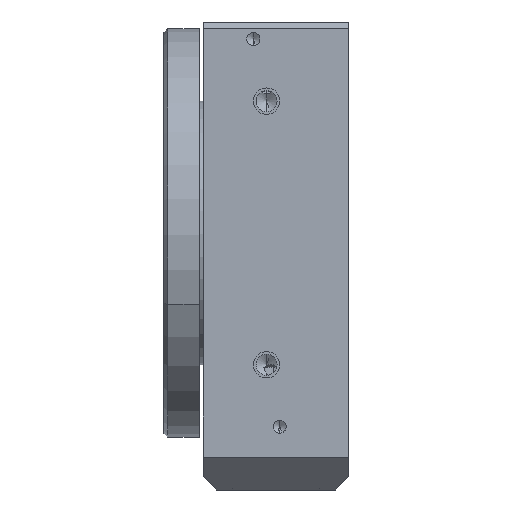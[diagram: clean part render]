
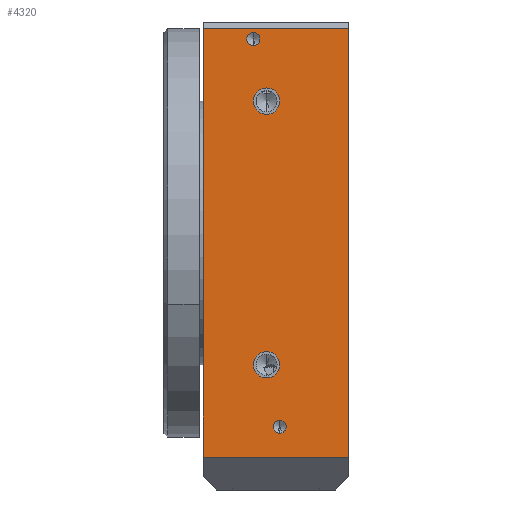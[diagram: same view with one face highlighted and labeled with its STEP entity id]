
A CAD part, left-side view. The second image highlights one B-rep face of the part: STEP entity #4320.
In plain terms, the highlighted face is planar.
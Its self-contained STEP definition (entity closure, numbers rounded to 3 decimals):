
#107 = VERTEX_POINT ( 'NONE', #13490 ) ;
#350 = FACE_BOUND ( 'NONE', #9574, .T. ) ;
#390 = EDGE_LOOP ( 'NONE', ( #13675, #6069 ) ) ;
#543 = VERTEX_POINT ( 'NONE', #1362 ) ;
#750 = CARTESIAN_POINT ( 'NONE',  ( 16., 6.2, 10. ) ) ;
#835 = CIRCLE ( 'NONE', #11949, 0.5 ) ;
#1362 = CARTESIAN_POINT ( 'NONE',  ( 16., 11., -15.5 ) ) ;
#1475 = ORIENTED_EDGE ( 'NONE', *, *, #1682, .F. ) ;
#1682 = EDGE_CURVE ( 'NONE', #2811, #7176, #835, .T. ) ;
#1801 = EDGE_CURVE ( 'NONE', #107, #543, #11681, .T. ) ;
#2334 = VECTOR ( 'NONE', #16976, 1000. ) ;
#2359 = DIRECTION ( 'NONE',  ( 0., 0., -1. ) ) ;
#2431 = VECTOR ( 'NONE', #4149, 1000. ) ;
#2478 = CARTESIAN_POINT ( 'NONE',  ( 16., 6.2, 11. ) ) ;
#2646 = CARTESIAN_POINT ( 'NONE',  ( 16., 5.2, 14.7 ) ) ;
#2728 = CARTESIAN_POINT ( 'NONE',  ( 16., 11., 17. ) ) ;
#2794 = AXIS2_PLACEMENT_3D ( 'NONE', #2646, #8693, #14742 ) ;
#2811 = VERTEX_POINT ( 'NONE', #15265 ) ;
#3007 = VECTOR ( 'NONE', #8772, 1000. ) ;
#3083 = EDGE_CURVE ( 'NONE', #11429, #15169, #12946, .T. ) ;
#4123 = EDGE_CURVE ( 'NONE', #5320, #16606, #6664, .T. ) ;
#4149 = DIRECTION ( 'NONE',  ( 0., 0., -1. ) ) ;
#4320 = ADVANCED_FACE ( 'NONE', ( #7907, #13938, #350, #6416, #12459 ), #18492, .F. ) ;
#4339 = CARTESIAN_POINT ( 'NONE',  ( 16., 6.2, 9. ) ) ;
#4351 = DIRECTION ( 'NONE',  ( 1., 0., 0. ) ) ;
#4420 = AXIS2_PLACEMENT_3D ( 'NONE', #13056, #19095, #5539 ) ;
#4645 = CIRCLE ( 'NONE', #15707, 1. ) ;
#4829 = CARTESIAN_POINT ( 'NONE',  ( 16., 11., -15.5 ) ) ;
#4835 = AXIS2_PLACEMENT_3D ( 'NONE', #19390, #5836, #11885 ) ;
#4895 = LINE ( 'NONE', #10933, #2334 ) ;
#4924 = CARTESIAN_POINT ( 'NONE',  ( 16., 11., -16. ) ) ;
#5320 = VERTEX_POINT ( 'NONE', #4339 ) ;
#5338 = CARTESIAN_POINT ( 'NONE',  ( 16., 5.2, 14.7 ) ) ;
#5539 = DIRECTION ( 'NONE',  ( 0., 0., -1. ) ) ;
#5651 = AXIS2_PLACEMENT_3D ( 'NONE', #750, #6822, #12858 ) ;
#5795 = CARTESIAN_POINT ( 'NONE',  ( 16., 6.2, -10. ) ) ;
#5836 = DIRECTION ( 'NONE',  ( 1., 0., 0. ) ) ;
#5841 = ORIENTED_EDGE ( 'NONE', *, *, #8037, .T. ) ;
#5945 = EDGE_CURVE ( 'NONE', #12697, #16698, #4895, .T. ) ;
#6069 = ORIENTED_EDGE ( 'NONE', *, *, #3083, .F. ) ;
#6416 = FACE_BOUND ( 'NONE', #13519, .T. ) ;
#6664 = CIRCLE ( 'NONE', #9184, 1. ) ;
#6822 = DIRECTION ( 'NONE',  ( 1., 0., 0. ) ) ;
#7176 = VERTEX_POINT ( 'NONE', #15408 ) ;
#7259 = CARTESIAN_POINT ( 'NONE',  ( 16., 7.2, -14.2 ) ) ;
#7461 = CARTESIAN_POINT ( 'NONE',  ( 16., 7.2, -15.2 ) ) ;
#7896 = EDGE_CURVE ( 'NONE', #15169, #11429, #10843, .T. ) ;
#7907 = FACE_BOUND ( 'NONE', #12347, .T. ) ;
#7909 = VERTEX_POINT ( 'NONE', #8893 ) ;
#8037 = EDGE_CURVE ( 'NONE', #16698, #543, #18396, .T. ) ;
#8644 = VERTEX_POINT ( 'NONE', #18855 ) ;
#8693 = DIRECTION ( 'NONE',  ( 1., 0., 0. ) ) ;
#8772 = DIRECTION ( 'NONE',  ( 0., -1., 0. ) ) ;
#8893 = CARTESIAN_POINT ( 'NONE',  ( 16., 6.2, -9. ) ) ;
#8945 = EDGE_CURVE ( 'NONE', #16606, #5320, #14167, .T. ) ;
#9084 = EDGE_CURVE ( 'NONE', #7176, #2811, #11336, .T. ) ;
#9184 = AXIS2_PLACEMENT_3D ( 'NONE', #17913, #4351, #10396 ) ;
#9574 = EDGE_LOOP ( 'NONE', ( #12447, #11057 ) ) ;
#9903 = CARTESIAN_POINT ( 'NONE',  ( 16., 6.2, -10. ) ) ;
#10075 = ORIENTED_EDGE ( 'NONE', *, *, #17413, .T. ) ;
#10396 = DIRECTION ( 'NONE',  ( 0., 0., -1. ) ) ;
#10843 = CIRCLE ( 'NONE', #4835, 0.5 ) ;
#10868 = DIRECTION ( 'NONE',  ( 0., 1., 0. ) ) ;
#10933 = CARTESIAN_POINT ( 'NONE',  ( 16., 0., -16. ) ) ;
#10965 = DIRECTION ( 'NONE',  ( -1., 0., 0. ) ) ;
#11003 = EDGE_CURVE ( 'NONE', #8644, #7909, #4645, .T. ) ;
#11057 = ORIENTED_EDGE ( 'NONE', *, *, #8945, .F. ) ;
#11336 = CIRCLE ( 'NONE', #2794, 0.5 ) ;
#11373 = DIRECTION ( 'NONE',  ( 1., 0., 0. ) ) ;
#11406 = AXIS2_PLACEMENT_3D ( 'NONE', #4924, #10965, #17006 ) ;
#11429 = VERTEX_POINT ( 'NONE', #7259 ) ;
#11592 = ORIENTED_EDGE ( 'NONE', *, *, #11750, .F. ) ;
#11681 = LINE ( 'NONE', #17709, #2431 ) ;
#11750 = EDGE_CURVE ( 'NONE', #7909, #8644, #14148, .T. ) ;
#11842 = DIRECTION ( 'NONE',  ( 1., 0., 0. ) ) ;
#11885 = DIRECTION ( 'NONE',  ( 0., 0., -1. ) ) ;
#11949 = AXIS2_PLACEMENT_3D ( 'NONE', #5338, #11373, #17411 ) ;
#12347 = EDGE_LOOP ( 'NONE', ( #15427, #1475 ) ) ;
#12447 = ORIENTED_EDGE ( 'NONE', *, *, #4123, .F. ) ;
#12459 = FACE_OUTER_BOUND ( 'NONE', #16298, .T. ) ;
#12697 = VERTEX_POINT ( 'NONE', #13392 ) ;
#12858 = DIRECTION ( 'NONE',  ( 0., 0., -1. ) ) ;
#12946 = CIRCLE ( 'NONE', #4420, 0.5 ) ;
#13056 = CARTESIAN_POINT ( 'NONE',  ( 16., 7.2, -14.7 ) ) ;
#13392 = CARTESIAN_POINT ( 'NONE',  ( 16., 0., 17. ) ) ;
#13490 = CARTESIAN_POINT ( 'NONE',  ( 16., 11., 17. ) ) ;
#13519 = EDGE_LOOP ( 'NONE', ( #14203, #11592 ) ) ;
#13675 = ORIENTED_EDGE ( 'NONE', *, *, #7896, .F. ) ;
#13938 = FACE_BOUND ( 'NONE', #390, .T. ) ;
#14148 = CIRCLE ( 'NONE', #16700, 1. ) ;
#14167 = CIRCLE ( 'NONE', #5651, 1. ) ;
#14203 = ORIENTED_EDGE ( 'NONE', *, *, #11003, .F. ) ;
#14742 = DIRECTION ( 'NONE',  ( 0., 0., -1. ) ) ;
#15169 = VERTEX_POINT ( 'NONE', #7461 ) ;
#15265 = CARTESIAN_POINT ( 'NONE',  ( 16., 5.2, 15.2 ) ) ;
#15408 = CARTESIAN_POINT ( 'NONE',  ( 16., 5.2, 14.2 ) ) ;
#15427 = ORIENTED_EDGE ( 'NONE', *, *, #9084, .F. ) ;
#15707 = AXIS2_PLACEMENT_3D ( 'NONE', #5795, #11842, #17867 ) ;
#15938 = DIRECTION ( 'NONE',  ( 1., 0., 0. ) ) ;
#16298 = EDGE_LOOP ( 'NONE', ( #17061, #5841, #17963, #10075 ) ) ;
#16303 = LINE ( 'NONE', #2728, #3007 ) ;
#16548 = CARTESIAN_POINT ( 'NONE',  ( 16., 0., -15.5 ) ) ;
#16606 = VERTEX_POINT ( 'NONE', #2478 ) ;
#16698 = VERTEX_POINT ( 'NONE', #16548 ) ;
#16700 = AXIS2_PLACEMENT_3D ( 'NONE', #9903, #15938, #2359 ) ;
#16976 = DIRECTION ( 'NONE',  ( 0., 0., -1. ) ) ;
#17006 = DIRECTION ( 'NONE',  ( 0., 0., 1. ) ) ;
#17061 = ORIENTED_EDGE ( 'NONE', *, *, #5945, .T. ) ;
#17411 = DIRECTION ( 'NONE',  ( 0., 0., -1. ) ) ;
#17413 = EDGE_CURVE ( 'NONE', #107, #12697, #16303, .T. ) ;
#17630 = VECTOR ( 'NONE', #10868, 1000. ) ;
#17709 = CARTESIAN_POINT ( 'NONE',  ( 16., 11., -16. ) ) ;
#17867 = DIRECTION ( 'NONE',  ( 0., 0., -1. ) ) ;
#17913 = CARTESIAN_POINT ( 'NONE',  ( 16., 6.2, 10. ) ) ;
#17963 = ORIENTED_EDGE ( 'NONE', *, *, #1801, .F. ) ;
#18396 = LINE ( 'NONE', #4829, #17630 ) ;
#18492 = PLANE ( 'NONE',  #11406 ) ;
#18855 = CARTESIAN_POINT ( 'NONE',  ( 16., 6.2, -11. ) ) ;
#19095 = DIRECTION ( 'NONE',  ( 1., 0., 0. ) ) ;
#19390 = CARTESIAN_POINT ( 'NONE',  ( 16., 7.2, -14.7 ) ) ;
